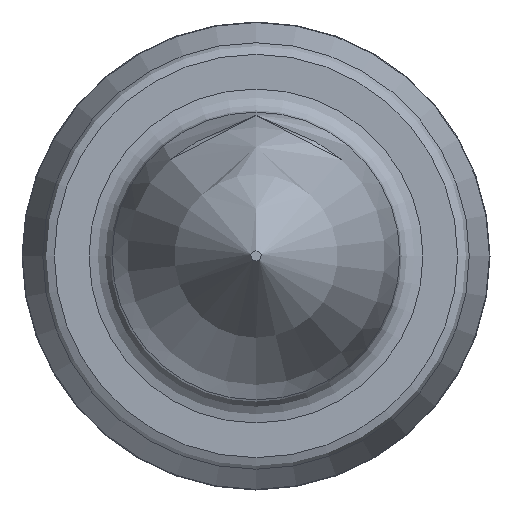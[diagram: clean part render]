
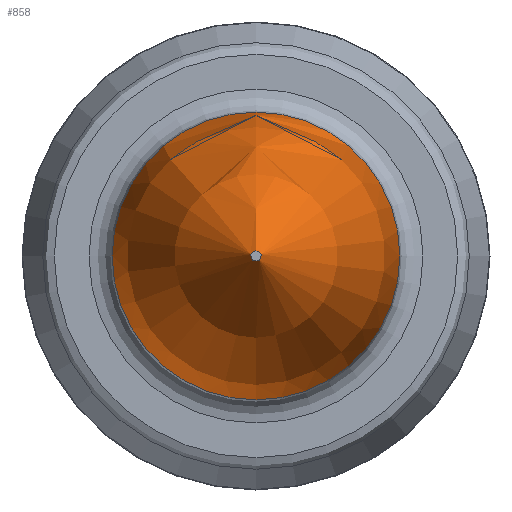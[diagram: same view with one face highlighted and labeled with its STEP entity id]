
A CAD part, left-side view. The second image highlights one B-rep face of the part: STEP entity #858.
In plain terms, the highlighted toroidal (fillet/blend) face has major radius 0.7 mm and minor radius 1.016 mm.
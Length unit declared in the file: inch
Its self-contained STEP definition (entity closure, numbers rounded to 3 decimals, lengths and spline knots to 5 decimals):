
#41 = ORIENTED_EDGE ( 'NONE', *, *, #60, .F. ) ;
#44 = CARTESIAN_POINT ( 'NONE',  ( 0.02905, 0., 0. ) ) ;
#56 = AXIS2_PLACEMENT_3D ( 'NONE', #818, #351, #478 ) ;
#60 = EDGE_CURVE ( 'NONE', #715, #715, #211, .T. ) ;
#74 = CARTESIAN_POINT ( 'NONE',  ( 0.02905, 0., 0.01245 ) ) ;
#94 = ORIENTED_EDGE ( 'NONE', *, *, #236, .T. ) ;
#142 = DIRECTION ( 'NONE',  ( -1., 0., 0. ) ) ;
#158 = AXIS2_PLACEMENT_3D ( 'NONE', #44, #329, #734 ) ;
#200 = AXIS2_PLACEMENT_3D ( 'NONE', #900, #142, #881 ) ;
#211 = CIRCLE ( 'NONE', #56, 0.0005 ) ;
#236 = EDGE_CURVE ( 'NONE', #354, #354, #561, .T. ) ;
#329 = DIRECTION ( 'NONE',  ( -1., 0., 0. ) ) ;
#351 = DIRECTION ( 'NONE',  ( -1., 0., 0. ) ) ;
#354 = VERTEX_POINT ( 'NONE', #74 ) ;
#369 = CARTESIAN_POINT ( 'NONE',  ( 0., 0., 0.0005 ) ) ;
#478 = DIRECTION ( 'NONE',  ( 0., 0., 1. ) ) ;
#520 = EDGE_LOOP ( 'NONE', ( #94 ) ) ;
#544 = FACE_OUTER_BOUND ( 'NONE', #520, .T. ) ;
#561 = CIRCLE ( 'NONE', #158, 0.01245 ) ;
#602 = FACE_OUTER_BOUND ( 'NONE', #706, .T. ) ;
#703 = TOROIDAL_SURFACE ( 'NONE', #200, -0.02755, 0.04 ) ;
#706 = EDGE_LOOP ( 'NONE', ( #41 ) ) ;
#715 = VERTEX_POINT ( 'NONE', #369 ) ;
#734 = DIRECTION ( 'NONE',  ( 0., 0., 1. ) ) ;
#818 = CARTESIAN_POINT ( 'NONE',  ( 0., 0., 0. ) ) ;
#858 = ADVANCED_FACE ( 'NONE', ( #602, #544 ), #703, .T. ) ;
#881 = DIRECTION ( 'NONE',  ( 0., 0., 1. ) ) ;
#900 = CARTESIAN_POINT ( 'NONE',  ( 0.02852, 0., 0. ) ) ;
